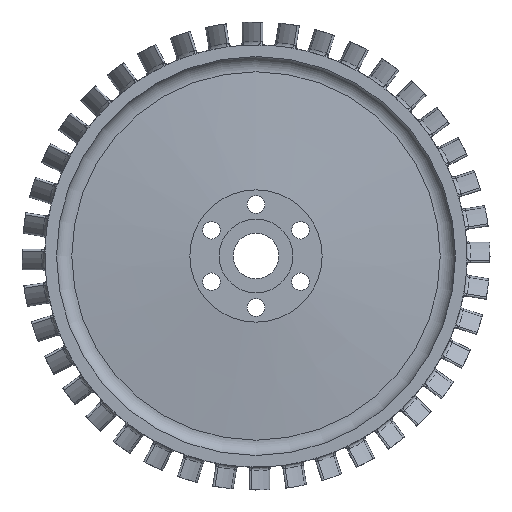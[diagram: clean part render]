
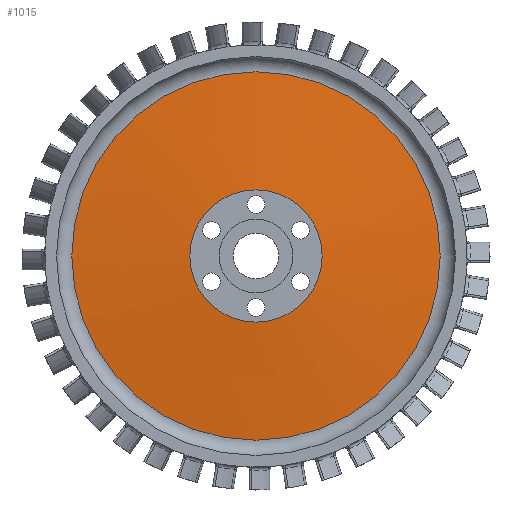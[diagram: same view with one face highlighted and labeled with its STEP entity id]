
A CAD part, front view. The second image highlights one B-rep face of the part: STEP entity #1015.
In plain terms, the highlighted conical face has half-angle 85.064 degrees and reference radius 43.3 mm.
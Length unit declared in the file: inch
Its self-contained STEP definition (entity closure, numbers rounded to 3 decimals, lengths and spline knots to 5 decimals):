
#917=CONICAL_SURFACE('',#11772,1.70472,85.064);
#941=FACE_BOUND('',#2812,.T.);
#942=FACE_BOUND('',#2813,.T.);
#1015=ADVANCED_FACE('',(#941,#942),#917,.T.);
#2812=EDGE_LOOP('',(#4758));
#2813=EDGE_LOOP('',(#4759));
#3773=CIRCLE('',#11770,1.57468);
#3774=CIRCLE('',#11771,0.565);
#4758=ORIENTED_EDGE('',*,*,#9301,.T.);
#4759=ORIENTED_EDGE('',*,*,#9302,.T.);
#8159=VERTEX_POINT('',#17904);
#8160=VERTEX_POINT('',#17906);
#9301=EDGE_CURVE('',#8159,#8159,#3773,.T.);
#9302=EDGE_CURVE('',#8160,#8160,#3774,.T.);
#11770=AXIS2_PLACEMENT_3D('',#17903,#13070,#13071);
#11771=AXIS2_PLACEMENT_3D('',#17905,#13072,#13073);
#11772=AXIS2_PLACEMENT_3D('',#17907,#13074,#13075);
#13070=DIRECTION('',(0.,-1.,0.));
#13071=DIRECTION('',(0.,0.,1.));
#13072=DIRECTION('',(0.,1.,0.));
#13073=DIRECTION('',(0.,0.,1.));
#13074=DIRECTION('',(0.,1.,0.));
#13075=DIRECTION('',(0.,0.,1.));
#17903=CARTESIAN_POINT('',(0.,-0.10966,0.));
#17904=CARTESIAN_POINT('',(0.,-0.10966,1.57468));
#17905=CARTESIAN_POINT('',(0.,-0.19685,0.));
#17906=CARTESIAN_POINT('',(0.,-0.19685,0.565));
#17907=CARTESIAN_POINT('',(0.,-0.09843,0.));
